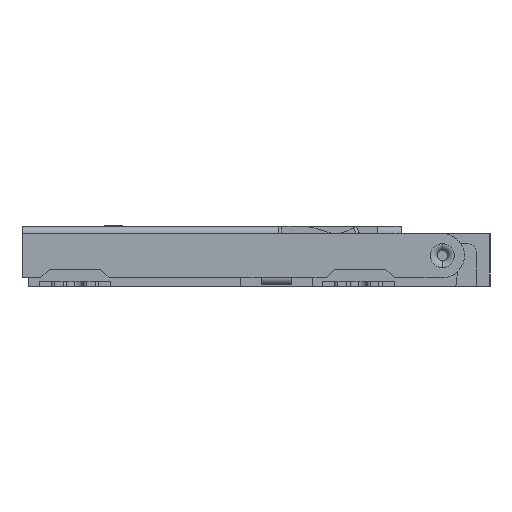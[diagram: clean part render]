
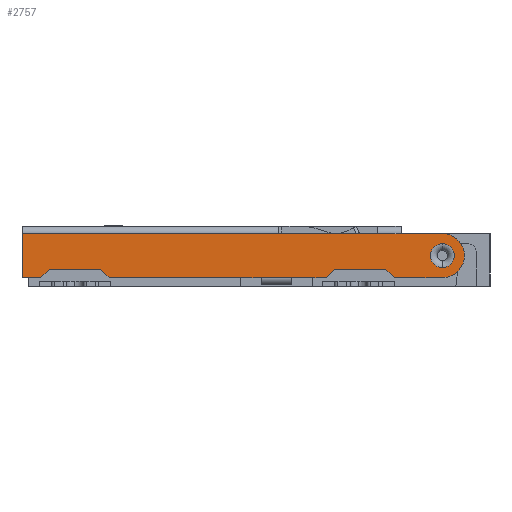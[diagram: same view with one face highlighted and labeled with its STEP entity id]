
A CAD part, left-side view. The second image highlights one B-rep face of the part: STEP entity #2757.
In plain terms, the highlighted planar face has unit normal (-1, 0, 0).
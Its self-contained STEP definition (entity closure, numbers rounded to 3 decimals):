
#2757=ADVANCED_FACE('',(#5564,#5565),#5566,.T.);
#5564=FACE_OUTER_BOUND('',#8583,.T.);
#5565=FACE_BOUND('',#8584,.T.);
#5566=PLANE('',#8585);
#8583=EDGE_LOOP('',(#16891,#16892,#16893,#16894,#16895,#16896,#16897,#16898,#16899,#16900,#16901,#16902,#16903,#16904,#16905,#16906,#16907,#16908,#16909,#16910,#16911));
#8584=EDGE_LOOP('',(#16912,#16913));
#8585=AXIS2_PLACEMENT_3D('',#16914,#16915,#16916);
#16891=ORIENTED_EDGE('',*,*,#20698,.F.);
#16892=ORIENTED_EDGE('',*,*,#20601,.T.);
#16893=ORIENTED_EDGE('',*,*,#20696,.T.);
#16894=ORIENTED_EDGE('',*,*,#20625,.T.);
#16895=ORIENTED_EDGE('',*,*,#20634,.T.);
#16896=ORIENTED_EDGE('',*,*,#20630,.T.);
#16897=ORIENTED_EDGE('',*,*,#20683,.T.);
#16898=ORIENTED_EDGE('',*,*,#20646,.T.);
#16899=ORIENTED_EDGE('',*,*,#20642,.T.);
#16900=ORIENTED_EDGE('',*,*,#20699,.T.);
#16901=ORIENTED_EDGE('',*,*,#20573,.F.);
#16902=ORIENTED_EDGE('',*,*,#20652,.T.);
#16903=ORIENTED_EDGE('',*,*,#20243,.T.);
#16904=ORIENTED_EDGE('',*,*,#20692,.T.);
#16905=ORIENTED_EDGE('',*,*,#20619,.F.);
#16906=ORIENTED_EDGE('',*,*,#20611,.F.);
#16907=ORIENTED_EDGE('',*,*,#20616,.F.);
#16908=ORIENTED_EDGE('',*,*,#20694,.T.);
#16909=ORIENTED_EDGE('',*,*,#20606,.F.);
#16910=ORIENTED_EDGE('',*,*,#20700,.F.);
#16911=ORIENTED_EDGE('',*,*,#20581,.T.);
#16912=ORIENTED_EDGE('',*,*,#20414,.T.);
#16913=ORIENTED_EDGE('',*,*,#20152,.T.);
#16914=CARTESIAN_POINT('',(-6.8,1.4,1.55));
#16915=DIRECTION('',(-1.0,0.0,0.));
#16916=DIRECTION('',(0.,0.0,1.0));
#20152=EDGE_CURVE('',#24926,#24924,#24927,.F.);
#20243=EDGE_CURVE('',#25096,#25094,#25097,.T.);
#20414=EDGE_CURVE('',#24924,#24926,#25343,.F.);
#20573=EDGE_CURVE('',#25536,#25545,#25552,.T.);
#20581=EDGE_CURVE('',#25566,#25564,#25567,.T.);
#20601=EDGE_CURVE('',#25594,#25592,#25595,.T.);
#20606=EDGE_CURVE('',#25601,#25603,#25604,.T.);
#20611=EDGE_CURVE('',#25610,#25612,#25613,.T.);
#20616=EDGE_CURVE('',#25619,#25610,#25621,.T.);
#20619=EDGE_CURVE('',#25612,#25624,#25625,.T.);
#20625=EDGE_CURVE('',#25635,#25633,#25636,.T.);
#20630=EDGE_CURVE('',#25644,#25642,#25645,.T.);
#20634=EDGE_CURVE('',#25633,#25644,#25649,.T.);
#20642=EDGE_CURVE('',#25657,#25308,#25658,.T.);
#20646=EDGE_CURVE('',#25663,#25657,#25664,.T.);
#20652=EDGE_CURVE('',#25536,#25096,#25671,.T.);
#20683=EDGE_CURVE('',#25642,#25663,#25710,.T.);
#20692=EDGE_CURVE('',#25094,#25624,#25719,.T.);
#20694=EDGE_CURVE('',#25619,#25603,#25721,.T.);
#20696=EDGE_CURVE('',#25592,#25635,#25723,.T.);
#20698=EDGE_CURVE('',#25594,#25564,#25725,.T.);
#20699=EDGE_CURVE('',#25308,#25545,#25726,.T.);
#20700=EDGE_CURVE('',#25566,#25601,#25727,.T.);
#24924=VERTEX_POINT('',#31588);
#24926=VERTEX_POINT('',#31590);
#24927=CIRCLE('',#31591,0.35);
#25094=VERTEX_POINT('',#31815);
#25096=VERTEX_POINT('',#31818);
#25097=LINE('',#31819,#31820);
#25308=VERTEX_POINT('',#32117);
#25343=CIRCLE('',#32163,0.35);
#25536=VERTEX_POINT('',#32422);
#25545=VERTEX_POINT('',#32434);
#25552=LINE('',#32443,#32444);
#25564=VERTEX_POINT('',#32458);
#25566=VERTEX_POINT('',#32460);
#25567=LINE('',#32461,#32462);
#25592=VERTEX_POINT('',#32498);
#25594=VERTEX_POINT('',#32501);
#25595=LINE('',#32502,#32503);
#25601=VERTEX_POINT('',#32511);
#25603=VERTEX_POINT('',#32514);
#25604=LINE('',#32515,#32516);
#25610=VERTEX_POINT('',#32524);
#25612=VERTEX_POINT('',#32527);
#25613=LINE('',#32528,#32529);
#25619=VERTEX_POINT('',#32537);
#25621=LINE('',#32540,#32541);
#25624=VERTEX_POINT('',#32545);
#25625=LINE('',#32546,#32547);
#25633=VERTEX_POINT('',#32558);
#25635=VERTEX_POINT('',#32561);
#25636=LINE('',#32562,#32563);
#25642=VERTEX_POINT('',#32571);
#25644=VERTEX_POINT('',#32574);
#25645=LINE('',#32575,#32576);
#25649=LINE('',#32582,#32583);
#25657=VERTEX_POINT('',#32591);
#25658=LINE('',#32592,#32593);
#25663=VERTEX_POINT('',#32600);
#25664=CIRCLE('',#32601,0.645);
#25671=LINE('',#32610,#32611);
#25710=LINE('',#32663,#32664);
#25719=LINE('',#32679,#32680);
#25721=LINE('',#32682,#32683);
#25723=LINE('',#32685,#32686);
#25725=LINE('',#32688,#32689);
#25726=LINE('',#32690,#32691);
#25727=LINE('',#32692,#32693);
#31588=CARTESIAN_POINT('',(-6.8,-5.355,1.245));
#31590=CARTESIAN_POINT('',(-6.8,-5.355,0.545));
#31591=AXIS2_PLACEMENT_3D('',#36070,#36071,#36072);
#31815=CARTESIAN_POINT('',(-6.8,6.95,0.25));
#31818=CARTESIAN_POINT('',(-6.8,6.95,1.54));
#31819=CARTESIAN_POINT('',(-6.8,6.95,1.6));
#31820=VECTOR('',#36206,1000.0);
#32117=CARTESIAN_POINT('',(-6.8,-4.15,1.54));
#32163=AXIS2_PLACEMENT_3D('',#36388,#36389,#36390);
#32422=CARTESIAN_POINT('',(-6.8,-0.55,1.54));
#32434=CARTESIAN_POINT('',(-6.8,-3.453,1.54));
#32443=CARTESIAN_POINT('',(-6.8,-0.55,1.54));
#32444=VECTOR('',#36558,1000.0);
#32458=CARTESIAN_POINT('',(-6.8,-0.95,0.26));
#32460=CARTESIAN_POINT('',(-6.8,-0.05,0.26));
#32461=CARTESIAN_POINT('',(-6.8,-0.05,0.26));
#32462=VECTOR('',#36570,1000.0);
#32498=CARTESIAN_POINT('',(-6.8,-0.952,0.25));
#32501=CARTESIAN_POINT('',(-6.8,-0.952,0.26));
#32502=CARTESIAN_POINT('',(-6.8,-0.952,0.25));
#32503=VECTOR('',#36586,1000.0);
#32511=CARTESIAN_POINT('',(-6.8,-0.048,0.26));
#32514=CARTESIAN_POINT('',(-6.8,-0.048,0.25));
#32515=CARTESIAN_POINT('',(-6.8,-0.048,0.25));
#32516=VECTOR('',#36590,1000.0);
#32524=CARTESIAN_POINT('',(-6.8,4.65,0.5));
#32527=CARTESIAN_POINT('',(-6.8,6.15,0.5));
#32528=CARTESIAN_POINT('',(-6.8,4.65,0.5));
#32529=VECTOR('',#36594,1000.0);
#32537=CARTESIAN_POINT('',(-6.8,4.4,0.25));
#32540=CARTESIAN_POINT('',(-6.8,4.4,0.25));
#32541=VECTOR('',#36598,1000.0);
#32545=CARTESIAN_POINT('',(-6.8,6.4,0.25));
#32546=CARTESIAN_POINT('',(-6.8,6.15,0.5));
#32547=VECTOR('',#36600,1000.0);
#32558=CARTESIAN_POINT('',(-6.8,-2.2,0.5));
#32561=CARTESIAN_POINT('',(-6.8,-1.95,0.25));
#32562=CARTESIAN_POINT('',(-6.8,-1.95,0.25));
#32563=VECTOR('',#36605,1000.0);
#32571=CARTESIAN_POINT('',(-6.8,-3.95,0.25));
#32574=CARTESIAN_POINT('',(-6.8,-3.7,0.5));
#32575=CARTESIAN_POINT('',(-6.8,-3.7,0.5));
#32576=VECTOR('',#36609,1000.0);
#32582=CARTESIAN_POINT('',(-6.8,-2.2,0.5));
#32583=VECTOR('',#36612,1000.0);
#32591=CARTESIAN_POINT('',(-6.8,-5.355,1.54));
#32592=CARTESIAN_POINT('',(-6.8,-5.355,1.54));
#32593=VECTOR('',#36619,1000.0);
#32600=CARTESIAN_POINT('',(-6.8,-5.355,0.25));
#32601=AXIS2_PLACEMENT_3D('',#36622,#36623,#36624);
#32610=CARTESIAN_POINT('',(-6.8,-4.15,1.54));
#32611=VECTOR('',#36630,1000.0);
#32663=CARTESIAN_POINT('',(-6.8,6.95,0.25));
#32664=VECTOR('',#36656,1000.0);
#32679=CARTESIAN_POINT('',(-6.8,6.95,0.25));
#32680=VECTOR('',#36663,1000.0);
#32682=CARTESIAN_POINT('',(-6.8,6.95,0.25));
#32683=VECTOR('',#36664,1000.0);
#32685=CARTESIAN_POINT('',(-6.8,6.95,0.25));
#32686=VECTOR('',#36665,1000.0);
#32688=CARTESIAN_POINT('',(-6.8,-0.048,0.26));
#32689=VECTOR('',#36666,1000.0);
#32690=CARTESIAN_POINT('',(-6.8,-4.15,1.54));
#32691=VECTOR('',#36667,1000.0);
#32692=CARTESIAN_POINT('',(-6.8,-0.048,0.26));
#32693=VECTOR('',#36668,1000.0);
#36070=CARTESIAN_POINT('',(-6.8,-5.355,0.895));
#36071=DIRECTION('',(-1.0,0.0,0.));
#36072=DIRECTION('',(0.,0.0,1.0));
#36206=DIRECTION('',(0.,0.0,-1.0));
#36388=CARTESIAN_POINT('',(-6.8,-5.355,0.895));
#36389=DIRECTION('',(-1.0,0.0,0.));
#36390=DIRECTION('',(0.,0.0,1.0));
#36558=DIRECTION('',(0.0,-1.0,0.0));
#36570=DIRECTION('',(0.0,-1.0,0.0));
#36586=DIRECTION('',(0.0,0.,-1.0));
#36590=DIRECTION('',(0.0,0.0,-1.0));
#36594=DIRECTION('',(0.,1.0,0.));
#36598=DIRECTION('',(0.,0.707,0.707));
#36600=DIRECTION('',(0.,0.707,-0.707));
#36605=DIRECTION('',(0.,-0.707,0.707));
#36609=DIRECTION('',(0.,-0.707,-0.707));
#36612=DIRECTION('',(0.0,-1.0,0.0));
#36619=DIRECTION('',(0.,1.0,0.));
#36622=CARTESIAN_POINT('',(-6.8,-5.355,0.895));
#36623=DIRECTION('',(-1.0,0.0,0.));
#36624=DIRECTION('',(0.0,1.0,0.0));
#36630=DIRECTION('',(0.0,1.0,0.));
#36656=DIRECTION('',(0.0,-1.0,0.0));
#36663=DIRECTION('',(0.0,-1.0,0.0));
#36664=DIRECTION('',(0.0,-1.0,0.0));
#36665=DIRECTION('',(0.0,-1.0,0.0));
#36666=DIRECTION('',(0.0,1.0,0.0));
#36667=DIRECTION('',(0.0,1.0,0.));
#36668=DIRECTION('',(0.0,1.0,0.0));
